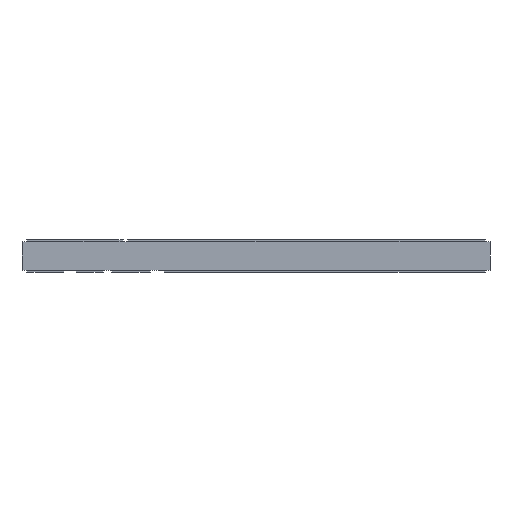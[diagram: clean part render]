
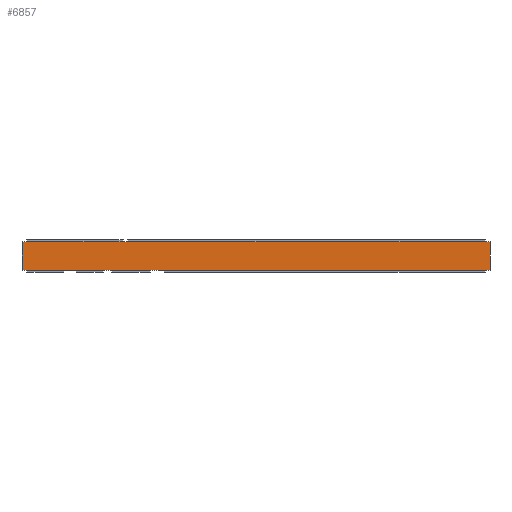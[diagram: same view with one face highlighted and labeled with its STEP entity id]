
A CAD part, front view. The second image highlights one B-rep face of the part: STEP entity #6857.
In plain terms, the highlighted planar face has unit normal (0, -1, 0).
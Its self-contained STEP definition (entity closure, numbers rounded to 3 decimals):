
#746=PLANE('',#7995);
#1124=FACE_OUTER_BOUND('',#1502,.T.);
#1502=EDGE_LOOP('',(#5212,#5213,#5214,#5215));
#2048=LINE('',#11028,#2720);
#2049=LINE('',#11030,#2721);
#2050=LINE('',#11032,#2722);
#2051=LINE('',#11033,#2723);
#2720=VECTOR('',#9038,10.);
#2721=VECTOR('',#9039,10.);
#2722=VECTOR('',#9040,10.);
#2723=VECTOR('',#9041,10.);
#3644=VERTEX_POINT('',#11026);
#3645=VERTEX_POINT('',#11027);
#3646=VERTEX_POINT('',#11029);
#3647=VERTEX_POINT('',#11031);
#4288=EDGE_CURVE('',#3644,#3645,#2048,.T.);
#4289=EDGE_CURVE('',#3644,#3646,#2049,.T.);
#4290=EDGE_CURVE('',#3647,#3646,#2050,.T.);
#4291=EDGE_CURVE('',#3645,#3647,#2051,.T.);
#5212=ORIENTED_EDGE('',*,*,#4288,.F.);
#5213=ORIENTED_EDGE('',*,*,#4289,.T.);
#5214=ORIENTED_EDGE('',*,*,#4290,.F.);
#5215=ORIENTED_EDGE('',*,*,#4291,.F.);
#6857=ADVANCED_FACE('',(#1124),#746,.T.);
#7995=AXIS2_PLACEMENT_3D('',#11025,#9036,#9037);
#9036=DIRECTION('center_axis',(0.,-1.,0.));
#9037=DIRECTION('ref_axis',(1.,0.,0.));
#9038=DIRECTION('',(-1.,0.,0.));
#9039=DIRECTION('',(0.,0.,1.));
#9040=DIRECTION('',(1.,0.,0.));
#9041=DIRECTION('',(0.,0.,1.));
#11025=CARTESIAN_POINT('Origin',(0.,0.,0.));
#11026=CARTESIAN_POINT('',(25.4,0.,0.));
#11027=CARTESIAN_POINT('',(0.,0.,0.));
#11028=CARTESIAN_POINT('',(25.4,0.,0.));
#11029=CARTESIAN_POINT('',(25.4,0.,1.57));
#11030=CARTESIAN_POINT('',(25.4,0.,0.));
#11031=CARTESIAN_POINT('',(0.,0.,1.57));
#11032=CARTESIAN_POINT('',(25.4,0.,1.57));
#11033=CARTESIAN_POINT('',(0.,0.,0.));
